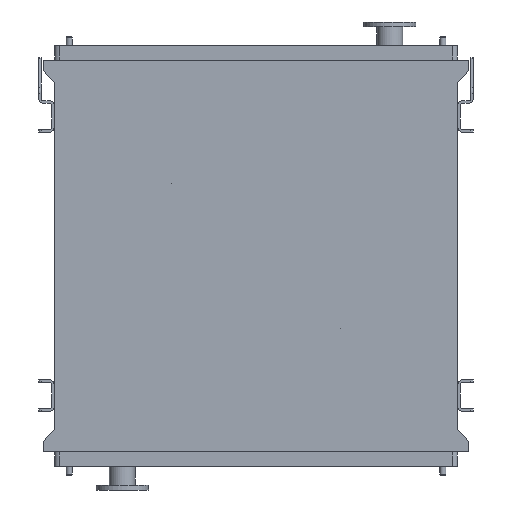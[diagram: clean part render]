
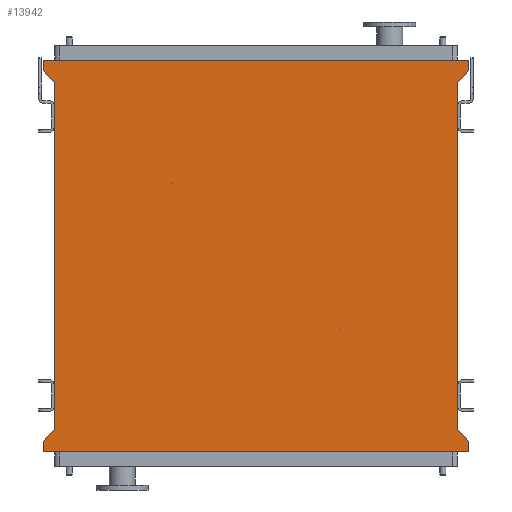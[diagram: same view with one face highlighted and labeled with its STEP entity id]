
A CAD part, front view. The second image highlights one B-rep face of the part: STEP entity #13942.
In plain terms, the highlighted planar face has unit normal (0, -1, 0).
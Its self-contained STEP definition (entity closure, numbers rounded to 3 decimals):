
#30 = ORIENTED_EDGE ( 'NONE', *, *, #3871, .F. ) ;
#55 = VECTOR ( 'NONE', #9394, 1000. ) ;
#318 = CARTESIAN_POINT ( 'NONE',  ( -891., 0., -1503. ) ) ;
#564 = LINE ( 'NONE', #10034, #55 ) ;
#834 = VERTEX_POINT ( 'NONE', #4281 ) ;
#925 = VERTEX_POINT ( 'NONE', #3826 ) ;
#1012 = LINE ( 'NONE', #11678, #14017 ) ;
#1118 = CARTESIAN_POINT ( 'NONE',  ( 891., 0., 95. ) ) ;
#1679 = CARTESIAN_POINT ( 'NONE',  ( -891., 0., 95. ) ) ;
#1909 = VECTOR ( 'NONE', #12353, 1000. ) ;
#2210 = ORIENTED_EDGE ( 'NONE', *, *, #3844, .T. ) ;
#2338 = ORIENTED_EDGE ( 'NONE', *, *, #3927, .F. ) ;
#2362 = LINE ( 'NONE', #12421, #1909 ) ;
#2827 = VECTOR ( 'NONE', #13474, 1000. ) ;
#2896 = CARTESIAN_POINT ( 'NONE',  ( 845., 0., -1450. ) ) ;
#3302 = EDGE_CURVE ( 'NONE', #6232, #6805, #4965, .T. ) ;
#3303 = LINE ( 'NONE', #13569, #2827 ) ;
#3420 = CARTESIAN_POINT ( 'NONE',  ( -845., 0., -1450. ) ) ;
#3493 = VERTEX_POINT ( 'NONE', #10214 ) ;
#3615 = EDGE_CURVE ( 'NONE', #14024, #3493, #11577, .T. ) ;
#3826 = CARTESIAN_POINT ( 'NONE',  ( 845., 0., 0. ) ) ;
#3844 = EDGE_CURVE ( 'NONE', #6856, #925, #3303, .T. ) ;
#3871 = EDGE_CURVE ( 'NONE', #834, #925, #9632, .T. ) ;
#3872 = EDGE_CURVE ( 'NONE', #6805, #834, #2362, .T. ) ;
#3874 = EDGE_CURVE ( 'NONE', #13359, #6232, #5810, .T. ) ;
#3899 = EDGE_CURVE ( 'NONE', #3493, #13359, #8435, .T. ) ;
#3924 = EDGE_CURVE ( 'NONE', #15596, #14024, #11563, .T. ) ;
#3925 = EDGE_CURVE ( 'NONE', #12053, #15596, #14354, .T. ) ;
#3927 = EDGE_CURVE ( 'NONE', #14998, #12053, #1012, .T. ) ;
#3945 = EDGE_CURVE ( 'NONE', #7611, #14998, #564, .T. ) ;
#3946 = EDGE_CURVE ( 'NONE', #6856, #7611, #10909, .T. ) ;
#4281 = CARTESIAN_POINT ( 'NONE',  ( 891., 0., 53. ) ) ;
#4478 = VECTOR ( 'NONE', #11156, 1000. ) ;
#4929 = VECTOR ( 'NONE', #11425, 1000. ) ;
#4939 = EDGE_LOOP ( 'NONE', ( #2210, #30, #13622, #13997, #11219, #11544, #14340, #9238, #10211, #2338, #12670, #10013 ) ) ;
#4965 = LINE ( 'NONE', #7779, #11263 ) ;
#5005 = CARTESIAN_POINT ( 'NONE',  ( 891., 0., -1545. ) ) ;
#5610 = CARTESIAN_POINT ( 'NONE',  ( 891., 0., -1503. ) ) ;
#5810 = LINE ( 'NONE', #12307, #11940 ) ;
#5921 = CARTESIAN_POINT ( 'NONE',  ( -891., 0., 53. ) ) ;
#6232 = VERTEX_POINT ( 'NONE', #1679 ) ;
#6441 = DIRECTION ( 'NONE',  ( 0., 0., 1. ) ) ;
#6805 = VERTEX_POINT ( 'NONE', #1118 ) ;
#6856 = VERTEX_POINT ( 'NONE', #2896 ) ;
#7611 = VERTEX_POINT ( 'NONE', #5610 ) ;
#7779 = CARTESIAN_POINT ( 'NONE',  ( -891., 0., 95. ) ) ;
#8435 = LINE ( 'NONE', #12049, #4929 ) ;
#8637 = CARTESIAN_POINT ( 'NONE',  ( -845., 0., -1450. ) ) ;
#9133 = DIRECTION ( 'NONE',  ( 0.655, 0., -0.755 ) ) ;
#9238 = ORIENTED_EDGE ( 'NONE', *, *, #3924, .F. ) ;
#9253 = VECTOR ( 'NONE', #12515, 1000. ) ;
#9327 = DIRECTION ( 'NONE',  ( 0., 0., -1. ) ) ;
#9332 = DIRECTION ( 'NONE',  ( 0., -1., 0. ) ) ;
#9375 = PLANE ( 'NONE',  #11787 ) ;
#9391 = CARTESIAN_POINT ( 'NONE',  ( -845., 0., -1450. ) ) ;
#9394 = DIRECTION ( 'NONE',  ( 0., 0., -1. ) ) ;
#9632 = LINE ( 'NONE', #12464, #9253 ) ;
#10013 = ORIENTED_EDGE ( 'NONE', *, *, #3946, .F. ) ;
#10034 = CARTESIAN_POINT ( 'NONE',  ( 891., 0., -1503. ) ) ;
#10211 = ORIENTED_EDGE ( 'NONE', *, *, #3925, .F. ) ;
#10214 = CARTESIAN_POINT ( 'NONE',  ( -845., 0., 0. ) ) ;
#10577 = VECTOR ( 'NONE', #9133, 1000. ) ;
#10842 = CARTESIAN_POINT ( 'NONE',  ( 845., 0., -1450. ) ) ;
#10909 = LINE ( 'NONE', #10842, #10577 ) ;
#10987 = CARTESIAN_POINT ( 'NONE',  ( -891., 0., -1545. ) ) ;
#11108 = DIRECTION ( 'NONE',  ( -1., 0., 0. ) ) ;
#11156 = DIRECTION ( 'NONE',  ( 0., 0., 1. ) ) ;
#11219 = ORIENTED_EDGE ( 'NONE', *, *, #3874, .F. ) ;
#11237 = VECTOR ( 'NONE', #11381, 1000. ) ;
#11249 = VECTOR ( 'NONE', #6441, 1000. ) ;
#11252 = CARTESIAN_POINT ( 'NONE',  ( -891., 0., -1503. ) ) ;
#11263 = VECTOR ( 'NONE', #12411, 1000. ) ;
#11305 = CARTESIAN_POINT ( 'NONE',  ( -891., 0., -1545. ) ) ;
#11381 = DIRECTION ( 'NONE',  ( 0.655, 0., 0.755 ) ) ;
#11425 = DIRECTION ( 'NONE',  ( -0.655, 0., 0.755 ) ) ;
#11544 = ORIENTED_EDGE ( 'NONE', *, *, #3899, .F. ) ;
#11563 = LINE ( 'NONE', #11252, #11237 ) ;
#11577 = LINE ( 'NONE', #3420, #11249 ) ;
#11678 = CARTESIAN_POINT ( 'NONE',  ( 891., 0., -1545. ) ) ;
#11787 = AXIS2_PLACEMENT_3D ( 'NONE', #9391, #9332, #9327 ) ;
#11940 = VECTOR ( 'NONE', #12259, 1000. ) ;
#12049 = CARTESIAN_POINT ( 'NONE',  ( -845., 0., 0. ) ) ;
#12053 = VERTEX_POINT ( 'NONE', #10987 ) ;
#12259 = DIRECTION ( 'NONE',  ( 0., 0., 1. ) ) ;
#12307 = CARTESIAN_POINT ( 'NONE',  ( -891., 0., 53. ) ) ;
#12353 = DIRECTION ( 'NONE',  ( 0., 0., -1. ) ) ;
#12411 = DIRECTION ( 'NONE',  ( 1., 0., 0. ) ) ;
#12421 = CARTESIAN_POINT ( 'NONE',  ( 891., 0., 95. ) ) ;
#12464 = CARTESIAN_POINT ( 'NONE',  ( 891., 0., 53. ) ) ;
#12515 = DIRECTION ( 'NONE',  ( -0.655, 0., -0.755 ) ) ;
#12670 = ORIENTED_EDGE ( 'NONE', *, *, #3945, .F. ) ;
#13359 = VERTEX_POINT ( 'NONE', #5921 ) ;
#13474 = DIRECTION ( 'NONE',  ( 0., 0., 1. ) ) ;
#13569 = CARTESIAN_POINT ( 'NONE',  ( 845., 0., -1450. ) ) ;
#13622 = ORIENTED_EDGE ( 'NONE', *, *, #3872, .F. ) ;
#13694 = FACE_OUTER_BOUND ( 'NONE', #4939, .T. ) ;
#13942 = ADVANCED_FACE ( 'NONE', ( #13694 ), #9375, .T. ) ;
#13997 = ORIENTED_EDGE ( 'NONE', *, *, #3302, .F. ) ;
#14017 = VECTOR ( 'NONE', #11108, 1000. ) ;
#14024 = VERTEX_POINT ( 'NONE', #8637 ) ;
#14340 = ORIENTED_EDGE ( 'NONE', *, *, #3615, .F. ) ;
#14354 = LINE ( 'NONE', #11305, #4478 ) ;
#14998 = VERTEX_POINT ( 'NONE', #5005 ) ;
#15596 = VERTEX_POINT ( 'NONE', #318 ) ;
